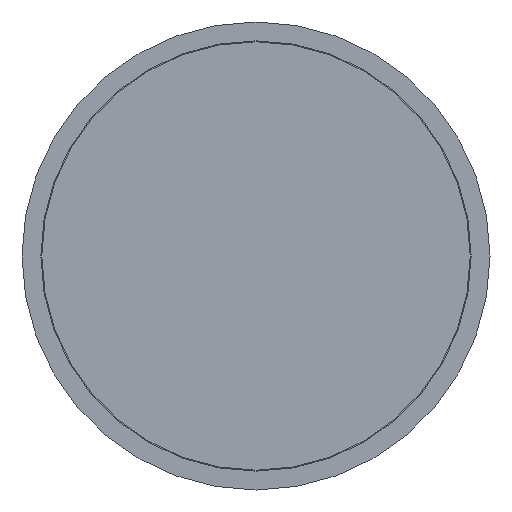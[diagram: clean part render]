
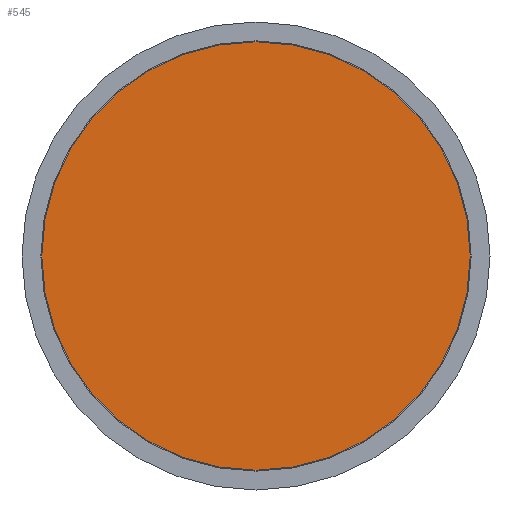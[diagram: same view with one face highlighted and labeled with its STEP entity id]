
A CAD part, front view. The second image highlights one B-rep face of the part: STEP entity #545.
In plain terms, the highlighted planar face has unit normal (0, -1, 0).
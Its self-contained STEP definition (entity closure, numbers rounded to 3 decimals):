
#91 = DIRECTION ( 'NONE',  ( 0., 0., -1. ) ) ;
#184 = DIRECTION ( 'NONE',  ( 0., -1., 0. ) ) ;
#342 = CARTESIAN_POINT ( 'NONE',  ( -56.75, 0., 0. ) ) ;
#415 = FACE_OUTER_BOUND ( 'NONE', #846, .T. ) ;
#430 = CARTESIAN_POINT ( 'NONE',  ( 0., 0., -56.75 ) ) ;
#450 = ORIENTED_EDGE ( 'NONE', *, *, #876, .T. ) ;
#545 = ADVANCED_FACE ( 'NONE', ( #415 ), #582, .F. ) ;
#582 = PLANE ( 'NONE',  #835 ) ;
#583 = CIRCLE ( 'NONE', #902, 56.75 ) ;
#835 = AXIS2_PLACEMENT_3D ( 'NONE', #342, #958, #968 ) ;
#846 = EDGE_LOOP ( 'NONE', ( #450 ) ) ;
#876 = EDGE_CURVE ( 'NONE', #988, #988, #583, .T. ) ;
#902 = AXIS2_PLACEMENT_3D ( 'NONE', #952, #184, #91 ) ;
#952 = CARTESIAN_POINT ( 'NONE',  ( 0., 0., 0. ) ) ;
#958 = DIRECTION ( 'NONE',  ( 0., 1., 0. ) ) ;
#968 = DIRECTION ( 'NONE',  ( 0., 0., 1. ) ) ;
#988 = VERTEX_POINT ( 'NONE', #430 ) ;
